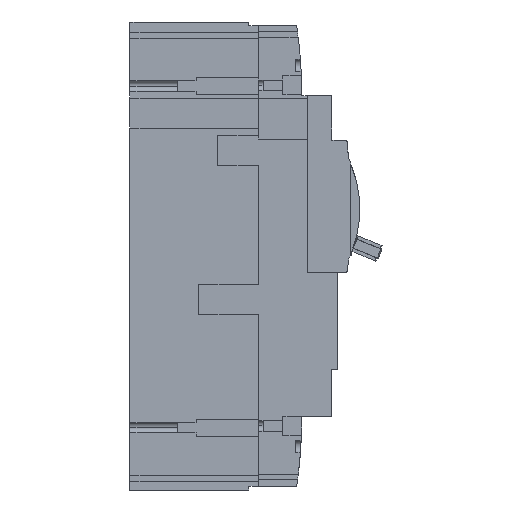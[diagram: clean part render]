
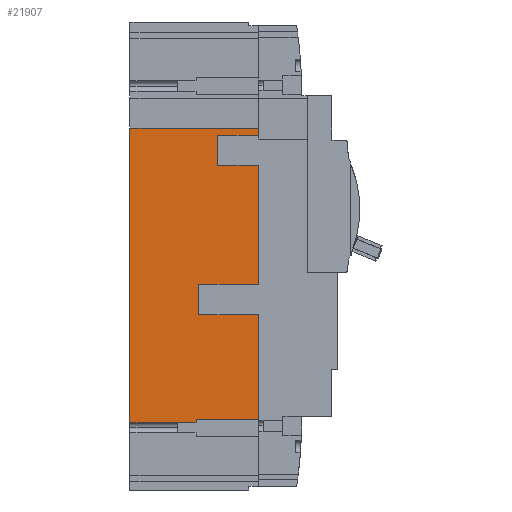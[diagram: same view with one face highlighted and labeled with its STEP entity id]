
A CAD part, left-side view. The second image highlights one B-rep face of the part: STEP entity #21907.
In plain terms, the highlighted planar face has unit normal (-1, 0, 0).
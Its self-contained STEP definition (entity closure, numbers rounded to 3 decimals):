
#12499=EDGE_CURVE('',#23457,#19697,#35521,.T.);
#12985=VERTEX_POINT('',#36063);
#13285=EDGE_CURVE('',#23457,#19825,#36405,.T.);
#13381=EDGE_CURVE('',#13927,#20453,#36512,.T.);
#13473=VERTEX_POINT('',#36610);
#13661=EDGE_CURVE('',#15691,#18483,#36818,.T.);
#13927=VERTEX_POINT('',#37105);
#14207=EDGE_CURVE('',#32931,#27779,#37414,.T.);
#15135=VERTEX_POINT('',#38438);
#15537=EDGE_CURVE('',#15135,#12985,#38888,.T.);
#15691=VERTEX_POINT('',#39063);
#15799=EDGE_CURVE('',#18483,#13927,#39178,.T.);
#17239=VERTEX_POINT('',#40761);
#17459=EDGE_CURVE('',#19825,#28245,#41007,.T.);
#17521=EDGE_CURVE('',#17239,#13473,#41073,.T.);
#17737=EDGE_CURVE('',#19697,#15135,#41307,.T.);
#18007=EDGE_CURVE('',#29711,#18375,#41596,.T.);
#18375=VERTEX_POINT('',#41994);
#18483=VERTEX_POINT('',#42111);
#18985=EDGE_CURVE('',#27303,#32931,#42670,.T.);
#19697=VERTEX_POINT('',#43452);
#19825=VERTEX_POINT('',#43592);
#20279=EDGE_CURVE('',#12985,#27779,#44081,.T.);
#20387=EDGE_CURVE('',#31461,#15691,#44197,.T.);
#20453=VERTEX_POINT('',#44266);
#21015=EDGE_CURVE('',#24023,#18375,#44875,.T.);
#21907=ADVANCED_FACE('',(#45854),#45855,.F.);
#23457=VERTEX_POINT('',#47568);
#24023=VERTEX_POINT('',#48177);
#27303=VERTEX_POINT('',#51755);
#27779=VERTEX_POINT('',#52282);
#27861=VERTEX_POINT('',#52374);
#28047=EDGE_CURVE('',#13473,#28245,#52575,.T.);
#28245=VERTEX_POINT('',#52790);
#28673=EDGE_CURVE('',#27303,#20453,#53259,.T.);
#29547=EDGE_CURVE('',#29711,#27861,#54201,.T.);
#29711=VERTEX_POINT('',#54376);
#30061=EDGE_CURVE('',#24023,#31461,#54748,.T.);
#31461=VERTEX_POINT('',#56275);
#32931=VERTEX_POINT('',#57889);
#33311=EDGE_CURVE('',#27861,#17239,#58306,.T.);
#35521=LINE('',#61141,#61142);
#36063=CARTESIAN_POINT('',(-68.95,-36.5,-31.));
#36405=LINE('',#62469,#62470);
#36512=LINE('',#62627,#62628);
#36610=CARTESIAN_POINT('',(-68.95,-46.5,48.));
#36818=LINE('',#63068,#63069);
#37105=CARTESIAN_POINT('',(-68.95,-35.0,-86.503));
#37414=LINE('',#63933,#63934);
#38438=CARTESIAN_POINT('',(-68.95,-36.5,-15.));
#38888=LINE('',#66049,#66050);
#39063=CARTESIAN_POINT('',(-68.95,-25.0,-88.253));
#39178=LINE('',#66465,#66466);
#40761=CARTESIAN_POINT('',(-68.95,-46.5,64.));
#41007=LINE('',#69152,#69153);
#41073=LINE('',#69243,#69244);
#41307=LINE('',#69590,#69591);
#41596=LINE('',#70013,#70014);
#41994=CARTESIAN_POINT('',(-68.95,0.0,67.821));
#42111=CARTESIAN_POINT('',(-68.95,-35.0,-88.253));
#42670=LINE('',#71558,#71559);
#43452=CARTESIAN_POINT('',(-68.95,-68.0,-15.));
#43592=CARTESIAN_POINT('',(-68.95,-46.5,47.992));
#44081=LINE('',#73652,#73653);
#44197=LINE('',#73819,#73820);
#44266=CARTESIAN_POINT('',(-68.95,-68.0,-86.503));
#44875=LINE('',#74811,#74812);
#45854=FACE_OUTER_BOUND('',#76234,.T.);
#45855=PLANE('',#76235);
#47568=CARTESIAN_POINT('',(-68.95,-68.0,47.992));
#48177=CARTESIAN_POINT('',(-68.95,0.0,-88.254));
#51755=CARTESIAN_POINT('',(-68.95,-68.0,-31.008));
#52282=CARTESIAN_POINT('',(-68.95,-36.5,-31.));
#52374=CARTESIAN_POINT('',(-68.95,-68.0,64.));
#52575=LINE('',#86070,#86071);
#52790=CARTESIAN_POINT('',(-68.95,-46.5,48.));
#53259=LINE('',#87099,#87100);
#54201=LINE('',#88437,#88438);
#54376=CARTESIAN_POINT('',(-68.95,-68.0,67.821));
#54748=LINE('',#89234,#89235);
#56275=CARTESIAN_POINT('',(-68.95,-25.0,-88.254));
#57889=CARTESIAN_POINT('',(-68.95,-36.5,-31.008));
#58306=LINE('',#94345,#94346);
#61141=CARTESIAN_POINT('',(-68.95,-68.0,48.));
#61142=VECTOR('',#97462,1.0);
#62469=CARTESIAN_POINT('',(-68.95,-51.868,47.992));
#62470=VECTOR('',#98678,1.0);
#62627=CARTESIAN_POINT('',(-68.95,-51.893,-86.503));
#62628=VECTOR('',#98808,1.0);
#63068=CARTESIAN_POINT('',(-68.95,-35.368,-88.253));
#63069=VECTOR('',#99096,1.0);
#63933=CARTESIAN_POINT('',(-68.95,-36.5,-14.854));
#63934=VECTOR('',#99691,1.0);
#66049=CARTESIAN_POINT('',(-68.95,-36.5,-15.));
#66050=VECTOR('',#101372,1.0);
#66465=CARTESIAN_POINT('',(-68.95,-35.0,-44.852));
#66466=VECTOR('',#101739,1.0);
#69152=CARTESIAN_POINT('',(-68.95,-46.5,24.646));
#69153=VECTOR('',#103683,1.0);
#69243=CARTESIAN_POINT('',(-68.95,-46.5,64.));
#69244=VECTOR('',#103730,1.0);
#69590=CARTESIAN_POINT('',(-68.95,-68.0,-15.));
#69591=VECTOR('',#103937,1.0);
#70013=CARTESIAN_POINT('',(-68.95,-14.345,67.821));
#70014=VECTOR('',#104201,1.0);
#71558=CARTESIAN_POINT('',(-68.95,-51.868,-31.008));
#71559=VECTOR('',#105422,1.0);
#73652=CARTESIAN_POINT('',(-68.95,-36.5,-31.));
#73653=VECTOR('',#106862,1.0);
#73819=CARTESIAN_POINT('',(-68.95,-25.0,-44.852));
#73820=VECTOR('',#106972,1.0);
#74811=CARTESIAN_POINT('',(-68.95,0.0,-124.));
#74812=VECTOR('',#107577,1.0);
#76234=EDGE_LOOP('',(#108659,#108660,#108661,#108662,#108663,#108664,#108665,#108666,#108667,#108668,#108669,#108670,#108671,#108672,#108673,#108674,#108675,#108676,#108677,#108678));
#76235=AXIS2_PLACEMENT_3D('',#108679,#108680,#108681);
#86070=CARTESIAN_POINT('',(-68.95,-46.5,48.));
#86071=VECTOR('',#115625,1.0);
#87099=CARTESIAN_POINT('',(-68.95,-68.0,-31.));
#87100=VECTOR('',#116316,1.0);
#88437=CARTESIAN_POINT('',(-68.95,-68.0,121.901));
#88438=VECTOR('',#117206,1.0);
#89234=CARTESIAN_POINT('',(-68.95,-12.5,-88.254));
#89235=VECTOR('',#117655,1.0);
#94345=CARTESIAN_POINT('',(-68.95,-68.0,64.));
#94346=VECTOR('',#121367,1.0);
#97462=DIRECTION('',(0.0,0.0,-1.0));
#98678=DIRECTION('',(0.0,1.0,0.));
#98808=DIRECTION('',(0.0,-1.0,0.0));
#99096=DIRECTION('',(0.0,-1.0,0.0));
#99691=DIRECTION('',(0.0,0.0,1.0));
#101372=DIRECTION('',(0.0,0.0,-1.0));
#101739=DIRECTION('',(0.0,0.0,1.0));
#103683=DIRECTION('',(0.0,0.0,1.0));
#103730=DIRECTION('',(0.0,0.0,-1.0));
#103937=DIRECTION('',(0.0,1.0,0.0));
#104201=DIRECTION('',(-0.0,1.0,0.0));
#105422=DIRECTION('',(-0.0,1.0,0.0));
#106862=DIRECTION('',(0.0,-1.0,0.0));
#106972=DIRECTION('',(0.0,0.0,1.0));
#107577=DIRECTION('',(0.0,0.0,1.0));
#108659=ORIENTED_EDGE('',*,*,#14207,.T.);
#108660=ORIENTED_EDGE('',*,*,#20279,.F.);
#108661=ORIENTED_EDGE('',*,*,#15537,.F.);
#108662=ORIENTED_EDGE('',*,*,#17737,.F.);
#108663=ORIENTED_EDGE('',*,*,#12499,.F.);
#108664=ORIENTED_EDGE('',*,*,#13285,.T.);
#108665=ORIENTED_EDGE('',*,*,#17459,.T.);
#108666=ORIENTED_EDGE('',*,*,#28047,.F.);
#108667=ORIENTED_EDGE('',*,*,#17521,.F.);
#108668=ORIENTED_EDGE('',*,*,#33311,.F.);
#108669=ORIENTED_EDGE('',*,*,#29547,.F.);
#108670=ORIENTED_EDGE('',*,*,#18007,.T.);
#108671=ORIENTED_EDGE('',*,*,#21015,.F.);
#108672=ORIENTED_EDGE('',*,*,#30061,.T.);
#108673=ORIENTED_EDGE('',*,*,#20387,.T.);
#108674=ORIENTED_EDGE('',*,*,#13661,.T.);
#108675=ORIENTED_EDGE('',*,*,#15799,.T.);
#108676=ORIENTED_EDGE('',*,*,#13381,.T.);
#108677=ORIENTED_EDGE('',*,*,#28673,.F.);
#108678=ORIENTED_EDGE('',*,*,#18985,.T.);
#108679=CARTESIAN_POINT('',(-68.95,-35.735,1.299));
#108680=DIRECTION('',(1.0,0.0,0.0));
#108681=DIRECTION('',(0.0,1.0,0.0));
#115625=DIRECTION('',(0.0,-1.0,0.0));
#116316=DIRECTION('',(0.0,0.0,-1.0));
#117206=DIRECTION('',(0.0,0.0,-1.0));
#117655=DIRECTION('',(-0.0,-1.0,-0.0));
#121367=DIRECTION('',(0.0,1.0,0.0));
